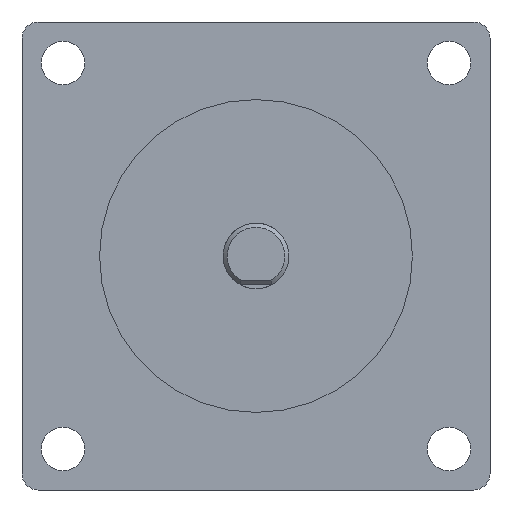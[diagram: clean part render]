
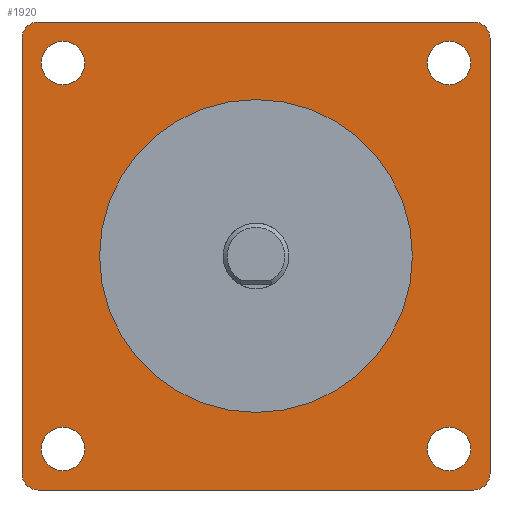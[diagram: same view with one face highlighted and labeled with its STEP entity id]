
A CAD part, front view. The second image highlights one B-rep face of the part: STEP entity #1920.
In plain terms, the highlighted planar face has unit normal (0, -1, 0).
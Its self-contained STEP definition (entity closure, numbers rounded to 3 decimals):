
#120=FACE_BOUND('',#474,.T.);
#121=FACE_BOUND('',#475,.T.);
#122=FACE_BOUND('',#476,.T.);
#123=FACE_BOUND('',#477,.T.);
#124=FACE_BOUND('',#478,.T.);
#179=CIRCLE('',#2070,19.05);
#181=CIRCLE('',#2074,2.65);
#183=CIRCLE('',#2077,2.65);
#185=CIRCLE('',#2080,2.65);
#187=CIRCLE('',#2083,2.65);
#222=CIRCLE('',#2155,2.);
#224=CIRCLE('',#2159,2.);
#225=CIRCLE('',#2162,2.);
#226=CIRCLE('',#2163,2.);
#339=FACE_OUTER_BOUND('',#473,.T.);
#473=EDGE_LOOP('',(#1670,#1671,#1672,#1673,#1674,#1675,#1676,#1677));
#474=EDGE_LOOP('',(#1678));
#475=EDGE_LOOP('',(#1679));
#476=EDGE_LOOP('',(#1680));
#477=EDGE_LOOP('',(#1681));
#478=EDGE_LOOP('',(#1682));
#580=LINE('',#3037,#738);
#602=LINE('',#3093,#760);
#636=LINE('',#3277,#794);
#647=LINE('',#3310,#805);
#738=VECTOR('',#2407,10.);
#760=VECTOR('',#2465,10.);
#794=VECTOR('',#2695,10.);
#805=VECTOR('',#2738,10.);
#899=VERTEX_POINT('',#3034);
#900=VERTEX_POINT('',#3036);
#915=VERTEX_POINT('',#3090);
#916=VERTEX_POINT('',#3092);
#934=VERTEX_POINT('',#3159);
#936=VERTEX_POINT('',#3165);
#938=VERTEX_POINT('',#3170);
#940=VERTEX_POINT('',#3175);
#942=VERTEX_POINT('',#3180);
#959=VERTEX_POINT('',#3274);
#960=VERTEX_POINT('',#3276);
#965=VERTEX_POINT('',#3304);
#966=VERTEX_POINT('',#3309);
#1085=EDGE_CURVE('',#899,#900,#580,.T.);
#1113=EDGE_CURVE('',#915,#916,#602,.T.);
#1143=EDGE_CURVE('',#934,#934,#179,.T.);
#1145=EDGE_CURVE('',#936,#936,#181,.T.);
#1147=EDGE_CURVE('',#938,#938,#183,.T.);
#1149=EDGE_CURVE('',#940,#940,#185,.T.);
#1151=EDGE_CURVE('',#942,#942,#187,.T.);
#1199=EDGE_CURVE('',#959,#960,#636,.T.);
#1211=EDGE_CURVE('',#900,#959,#222,.T.);
#1213=EDGE_CURVE('',#960,#965,#224,.T.);
#1216=EDGE_CURVE('',#965,#966,#647,.T.);
#1220=EDGE_CURVE('',#916,#899,#225,.T.);
#1221=EDGE_CURVE('',#966,#915,#226,.T.);
#1670=ORIENTED_EDGE('',*,*,#1211,.F.);
#1671=ORIENTED_EDGE('',*,*,#1085,.F.);
#1672=ORIENTED_EDGE('',*,*,#1220,.F.);
#1673=ORIENTED_EDGE('',*,*,#1113,.F.);
#1674=ORIENTED_EDGE('',*,*,#1221,.F.);
#1675=ORIENTED_EDGE('',*,*,#1216,.F.);
#1676=ORIENTED_EDGE('',*,*,#1213,.F.);
#1677=ORIENTED_EDGE('',*,*,#1199,.F.);
#1678=ORIENTED_EDGE('',*,*,#1143,.T.);
#1679=ORIENTED_EDGE('',*,*,#1145,.T.);
#1680=ORIENTED_EDGE('',*,*,#1147,.T.);
#1681=ORIENTED_EDGE('',*,*,#1149,.T.);
#1682=ORIENTED_EDGE('',*,*,#1151,.T.);
#1804=PLANE('',#2161);
#1920=ADVANCED_FACE('',(#339,#120,#121,#122,#123,#124),#1804,.T.);
#2070=AXIS2_PLACEMENT_3D('',#3160,#2529,#2530);
#2074=AXIS2_PLACEMENT_3D('',#3166,#2537,#2538);
#2077=AXIS2_PLACEMENT_3D('',#3171,#2543,#2544);
#2080=AXIS2_PLACEMENT_3D('',#3176,#2549,#2550);
#2083=AXIS2_PLACEMENT_3D('',#3181,#2555,#2556);
#2155=AXIS2_PLACEMENT_3D('',#3299,#2724,#2725);
#2159=AXIS2_PLACEMENT_3D('',#3305,#2732,#2733);
#2161=AXIS2_PLACEMENT_3D('',#3316,#2742,#2743);
#2162=AXIS2_PLACEMENT_3D('',#3317,#2744,#2745);
#2163=AXIS2_PLACEMENT_3D('',#3318,#2746,#2747);
#2407=DIRECTION('',(0.,0.,1.));
#2465=DIRECTION('',(-1.,0.,0.));
#2529=DIRECTION('center_axis',(0.,1.,0.));
#2530=DIRECTION('ref_axis',(-1.,0.,0.));
#2537=DIRECTION('center_axis',(0.,1.,0.));
#2538=DIRECTION('ref_axis',(1.,0.,0.));
#2543=DIRECTION('center_axis',(0.,1.,0.));
#2544=DIRECTION('ref_axis',(1.,0.,0.));
#2549=DIRECTION('center_axis',(0.,1.,0.));
#2550=DIRECTION('ref_axis',(1.,0.,0.));
#2555=DIRECTION('center_axis',(0.,1.,0.));
#2556=DIRECTION('ref_axis',(1.,0.,0.));
#2695=DIRECTION('',(1.,0.,0.));
#2724=DIRECTION('center_axis',(0.,1.,0.));
#2725=DIRECTION('ref_axis',(-0.707,0.,0.707));
#2732=DIRECTION('center_axis',(0.,1.,0.));
#2733=DIRECTION('ref_axis',(0.707,0.,0.707));
#2738=DIRECTION('',(0.,0.,-1.));
#2742=DIRECTION('center_axis',(0.,-1.,0.));
#2743=DIRECTION('ref_axis',(0.,0.,-1.));
#2744=DIRECTION('center_axis',(0.,1.,0.));
#2745=DIRECTION('ref_axis',(-0.707,0.,-0.707));
#2746=DIRECTION('center_axis',(0.,1.,0.));
#2747=DIRECTION('ref_axis',(0.707,0.,-0.707));
#3034=CARTESIAN_POINT('',(-28.5,0.,-26.5));
#3036=CARTESIAN_POINT('',(-28.5,0.,26.5));
#3037=CARTESIAN_POINT('',(-28.5,0.,-28.5));
#3090=CARTESIAN_POINT('',(26.5,0.,-28.5));
#3092=CARTESIAN_POINT('',(-26.5,0.,-28.5));
#3093=CARTESIAN_POINT('',(28.5,0.,-28.5));
#3159=CARTESIAN_POINT('',(19.05,0.,0.));
#3160=CARTESIAN_POINT('Origin',(0.,0.,0.));
#3165=CARTESIAN_POINT('',(-20.85,0.,-23.5));
#3166=CARTESIAN_POINT('Origin',(-23.5,0.,-23.5));
#3170=CARTESIAN_POINT('',(26.15,0.,-23.5));
#3171=CARTESIAN_POINT('Origin',(23.5,0.,-23.5));
#3175=CARTESIAN_POINT('',(-20.85,0.,23.5));
#3176=CARTESIAN_POINT('Origin',(-23.5,0.,23.5));
#3180=CARTESIAN_POINT('',(26.15,0.,23.5));
#3181=CARTESIAN_POINT('Origin',(23.5,0.,23.5));
#3274=CARTESIAN_POINT('',(-26.5,0.,28.5));
#3276=CARTESIAN_POINT('',(26.5,0.,28.5));
#3277=CARTESIAN_POINT('',(-28.5,0.,28.5));
#3299=CARTESIAN_POINT('Origin',(-26.5,0.,26.5));
#3304=CARTESIAN_POINT('',(28.5,0.,26.5));
#3305=CARTESIAN_POINT('Origin',(26.5,0.,26.5));
#3309=CARTESIAN_POINT('',(28.5,0.,-26.5));
#3310=CARTESIAN_POINT('',(28.5,0.,28.5));
#3316=CARTESIAN_POINT('Origin',(0.,0.,0.));
#3317=CARTESIAN_POINT('Origin',(-26.5,0.,-26.5));
#3318=CARTESIAN_POINT('Origin',(26.5,0.,-26.5));
